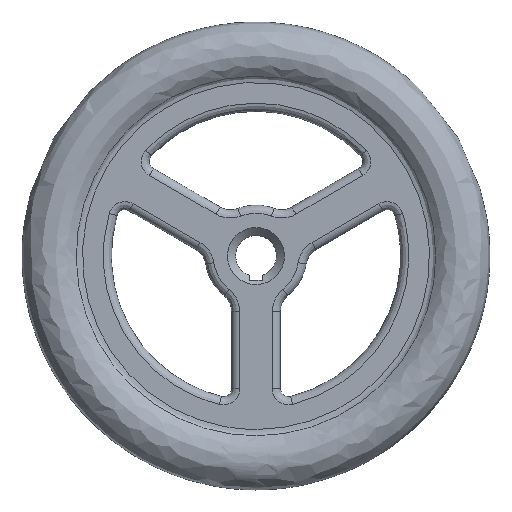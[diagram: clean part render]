
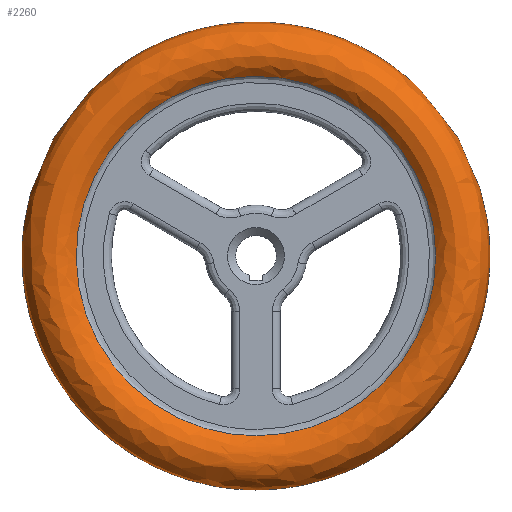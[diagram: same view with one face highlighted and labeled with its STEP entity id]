
A CAD part, front view. The second image highlights one B-rep face of the part: STEP entity #2260.
In plain terms, the highlighted free-form (B-spline) face has degree [2, 2] with [7, 5] control points.
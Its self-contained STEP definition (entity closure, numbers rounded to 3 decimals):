
#1535 = VERTEX_POINT('',#1536);
#1536 = CARTESIAN_POINT('',(0.,4.446,
    -41.473));
#1542 = EDGE_CURVE('',#1535,#1535,#1543,.T.);
#1543 = ( BOUNDED_CURVE() B_SPLINE_CURVE(11,(#1544,#1545,#1546,#1547,
    #1548,#1549,#1550,#1551,#1552,#1553,#1554,#1555,#1556,#1557,#1558,
    #1559,#1560,#1561,#1562,#1563,#1564,#1565),.UNSPECIFIED.,.T.,.F.) 
B_SPLINE_CURVE_WITH_KNOTS((1,11,10,11,1),(-137.148,
    0.,137.148,274.297,411.445),
.UNSPECIFIED.) CURVE() GEOMETRIC_REPRESENTATION_ITEM() 
RATIONAL_B_SPLINE_CURVE((1.,1.,1.,1.,1.,
    1.,1.,1.,1.,1.,1.,1.,1.,
    1.,1.,1.,1.,
1.,1.,1.,1.,1.)) REPRESENTATION_ITEM('') );
#1544 = CARTESIAN_POINT('',(0.,4.446,
    -41.473));
#1545 = CARTESIAN_POINT('',(11.673,4.446,
    -41.473));
#1546 = CARTESIAN_POINT('',(23.506,4.446,
    -37.859));
#1547 = CARTESIAN_POINT('',(34.167,4.446,
    -30.466));
#1548 = CARTESIAN_POINT('',(42.223,4.446,
    -19.742));
#1549 = CARTESIAN_POINT('',(46.483,4.446,
    -6.81));
#1550 = CARTESIAN_POINT('',(46.464,4.446,
    6.806));
#1551 = CARTESIAN_POINT('',(42.184,4.446,
    19.659));
#1552 = CARTESIAN_POINT('',(34.235,4.446,
    30.309));
#1553 = CARTESIAN_POINT('',(23.689,4.446,
    37.752));
#1554 = CARTESIAN_POINT('',(11.845,4.446,
    41.473));
#1555 = CARTESIAN_POINT('',(-11.845,4.446,
    41.473));
#1556 = CARTESIAN_POINT('',(-23.689,4.446,
    37.752));
#1557 = CARTESIAN_POINT('',(-34.235,4.446,
    30.309));
#1558 = CARTESIAN_POINT('',(-42.184,4.446,
    19.659));
#1559 = CARTESIAN_POINT('',(-46.464,4.446,
    6.806));
#1560 = CARTESIAN_POINT('',(-46.483,4.446,
    -6.81));
#1561 = CARTESIAN_POINT('',(-42.223,4.446,
    -19.742));
#1562 = CARTESIAN_POINT('',(-34.167,4.446,
    -30.466));
#1563 = CARTESIAN_POINT('',(-23.506,4.446,
    -37.859));
#1564 = CARTESIAN_POINT('',(-11.673,4.446,
    -41.473));
#1565 = CARTESIAN_POINT('',(0.,4.446,
    -41.473));
#2260 = ADVANCED_FACE('',(#2261),#2300,.T.);
#2261 = FACE_BOUND('',#2262,.T.);
#2262 = EDGE_LOOP('',(#2263,#2273,#2298,#2299));
#2263 = ORIENTED_EDGE('',*,*,#2264,.F.);
#2264 = EDGE_CURVE('',#2265,#1535,#2267,.T.);
#2265 = VERTEX_POINT('',#2266);
#2266 = CARTESIAN_POINT('',(0.,-4.446,
    -41.473));
#2267 = ( BOUNDED_CURVE() B_SPLINE_CURVE(2,(#2268,#2269,#2270,#2271,
#2272),.UNSPECIFIED.,.F.,.F.) B_SPLINE_CURVE_WITH_KNOTS((3,2,3),(
    2.254,4.712,7.17),
.PIECEWISE_BEZIER_KNOTS.) CURVE() GEOMETRIC_REPRESENTATION_ITEM() 
RATIONAL_B_SPLINE_CURVE((1.,0.335,1.,0.335,1.)) 
REPRESENTATION_ITEM('') );
#2268 = CARTESIAN_POINT('',(0.,-4.446,
    -41.473));
#2269 = CARTESIAN_POINT('',(0.,-19.788,
    -53.97));
#2270 = CARTESIAN_POINT('',(0.,0.,
    -53.97));
#2271 = CARTESIAN_POINT('',(0.,19.788,
    -53.97));
#2272 = CARTESIAN_POINT('',(0.,4.446,
    -41.473));
#2273 = ORIENTED_EDGE('',*,*,#2274,.F.);
#2274 = EDGE_CURVE('',#2265,#2265,#2275,.T.);
#2275 = ( BOUNDED_CURVE() B_SPLINE_CURVE(11,(#2276,#2277,#2278,#2279,
    #2280,#2281,#2282,#2283,#2284,#2285,#2286,#2287,#2288,#2289,#2290,
    #2291,#2292,#2293,#2294,#2295,#2296,#2297),.UNSPECIFIED.,.T.,.F.) 
B_SPLINE_CURVE_WITH_KNOTS((1,11,10,11,1),(-137.148,
    0.,137.148,274.297,411.445),
.UNSPECIFIED.) CURVE() GEOMETRIC_REPRESENTATION_ITEM() 
RATIONAL_B_SPLINE_CURVE((1.,1.,1.,1.,1.,
    1.,1.,1.,1.,1.,1.,1.,1.,
    1.,1.,1.,1.,
1.,1.,1.,1.,1.)) REPRESENTATION_ITEM('') );
#2276 = CARTESIAN_POINT('',(0.,-4.446,
    -41.473));
#2277 = CARTESIAN_POINT('',(11.673,-4.446,
    -41.473));
#2278 = CARTESIAN_POINT('',(23.506,-4.446,
    -37.859));
#2279 = CARTESIAN_POINT('',(34.167,-4.446,
    -30.466));
#2280 = CARTESIAN_POINT('',(42.223,-4.446,
    -19.742));
#2281 = CARTESIAN_POINT('',(46.483,-4.446,
    -6.81));
#2282 = CARTESIAN_POINT('',(46.464,-4.446,
    6.806));
#2283 = CARTESIAN_POINT('',(42.184,-4.446,
    19.659));
#2284 = CARTESIAN_POINT('',(34.235,-4.446,
    30.309));
#2285 = CARTESIAN_POINT('',(23.689,-4.446,
    37.752));
#2286 = CARTESIAN_POINT('',(11.845,-4.446,
    41.473));
#2287 = CARTESIAN_POINT('',(-11.845,-4.446,
    41.473));
#2288 = CARTESIAN_POINT('',(-23.689,-4.446,
    37.752));
#2289 = CARTESIAN_POINT('',(-34.235,-4.446,
    30.309));
#2290 = CARTESIAN_POINT('',(-42.184,-4.446,
    19.659));
#2291 = CARTESIAN_POINT('',(-46.464,-4.446,
    6.806));
#2292 = CARTESIAN_POINT('',(-46.483,-4.446,
    -6.81));
#2293 = CARTESIAN_POINT('',(-42.223,-4.446,
    -19.742));
#2294 = CARTESIAN_POINT('',(-34.167,-4.446,
    -30.466));
#2295 = CARTESIAN_POINT('',(-23.506,-4.446,
    -37.859));
#2296 = CARTESIAN_POINT('',(-11.673,-4.446,
    -41.473));
#2297 = CARTESIAN_POINT('',(0.,-4.446,
    -41.473));
#2298 = ORIENTED_EDGE('',*,*,#2264,.T.);
#2299 = ORIENTED_EDGE('',*,*,#1542,.T.);
#2300 = ( BOUNDED_SURFACE() B_SPLINE_SURFACE(2,2,(
    (#2301,#2302,#2303,#2304,#2305)
    ,(#2306,#2307,#2308,#2309,#2310)
    ,(#2311,#2312,#2313,#2314,#2315)
    ,(#2316,#2317,#2318,#2319,#2320)
    ,(#2321,#2322,#2323,#2324,#2325)
    ,(#2326,#2327,#2328,#2329,#2330)
    ,(#2331,#2332,#2333,#2334,#2335
)),.UNSPECIFIED.,.T.,.F.,.F.) B_SPLINE_SURFACE_WITH_KNOTS((1,2,2,2,2,1),
  (3,2,3),(-2.094,0.,2.094,4.189,
    6.283,8.378),(3.825,6.283,
8.741),.UNSPECIFIED.) GEOMETRIC_REPRESENTATION_ITEM() 
RATIONAL_B_SPLINE_SURFACE((
    (1.,0.335,1.,0.335,1.)
    ,(0.5,0.168,0.5,0.168,0.5)
    ,(1.,0.335,1.,0.335,1.)
    ,(0.5,0.168,0.5,0.168,0.5)
    ,(1.,0.335,1.,0.335,1.)
    ,(0.5,0.168,0.5,0.168,0.5)
,(1.,0.335,1.,0.335,1.
))) REPRESENTATION_ITEM('') SURFACE() );
#2301 = CARTESIAN_POINT('',(0.,-4.446,
    -41.473));
#2302 = CARTESIAN_POINT('',(0.,-19.788,
    -53.97));
#2303 = CARTESIAN_POINT('',(0.,0.,
    -53.97));
#2304 = CARTESIAN_POINT('',(0.,19.788,
    -53.97));
#2305 = CARTESIAN_POINT('',(0.,4.446,
    -41.473));
#2306 = CARTESIAN_POINT('',(-71.833,-4.446,
    -41.473));
#2307 = CARTESIAN_POINT('',(-93.48,-19.788,
    -53.97));
#2308 = CARTESIAN_POINT('',(-93.48,0.,
    -53.97));
#2309 = CARTESIAN_POINT('',(-93.48,19.788,
    -53.97));
#2310 = CARTESIAN_POINT('',(-71.833,4.446,
    -41.473));
#2311 = CARTESIAN_POINT('',(-35.917,-4.446,
    20.736));
#2312 = CARTESIAN_POINT('',(-46.74,-19.788,
    26.985));
#2313 = CARTESIAN_POINT('',(-46.74,0.,
    26.985));
#2314 = CARTESIAN_POINT('',(-46.74,19.788,
    26.985));
#2315 = CARTESIAN_POINT('',(-35.917,4.446,
    20.736));
#2316 = CARTESIAN_POINT('',(0.,-4.446,
    82.946));
#2317 = CARTESIAN_POINT('',(0.,-19.788,
    107.941));
#2318 = CARTESIAN_POINT('',(0.,0.,
    107.941));
#2319 = CARTESIAN_POINT('',(0.,19.788,
    107.941));
#2320 = CARTESIAN_POINT('',(0.,4.446,
    82.946));
#2321 = CARTESIAN_POINT('',(35.917,-4.446,
    20.736));
#2322 = CARTESIAN_POINT('',(46.74,-19.788,
    26.985));
#2323 = CARTESIAN_POINT('',(46.74,0.,
    26.985));
#2324 = CARTESIAN_POINT('',(46.74,19.788,
    26.985));
#2325 = CARTESIAN_POINT('',(35.917,4.446,
    20.736));
#2326 = CARTESIAN_POINT('',(71.833,-4.446,
    -41.473));
#2327 = CARTESIAN_POINT('',(93.48,-19.788,
    -53.97));
#2328 = CARTESIAN_POINT('',(93.48,0.,
    -53.97));
#2329 = CARTESIAN_POINT('',(93.48,19.788,
    -53.97));
#2330 = CARTESIAN_POINT('',(71.833,4.446,
    -41.473));
#2331 = CARTESIAN_POINT('',(0.,-4.446,
    -41.473));
#2332 = CARTESIAN_POINT('',(0.,-19.788,
    -53.97));
#2333 = CARTESIAN_POINT('',(0.,0.,
    -53.97));
#2334 = CARTESIAN_POINT('',(0.,19.788,
    -53.97));
#2335 = CARTESIAN_POINT('',(0.,4.446,
    -41.473));
